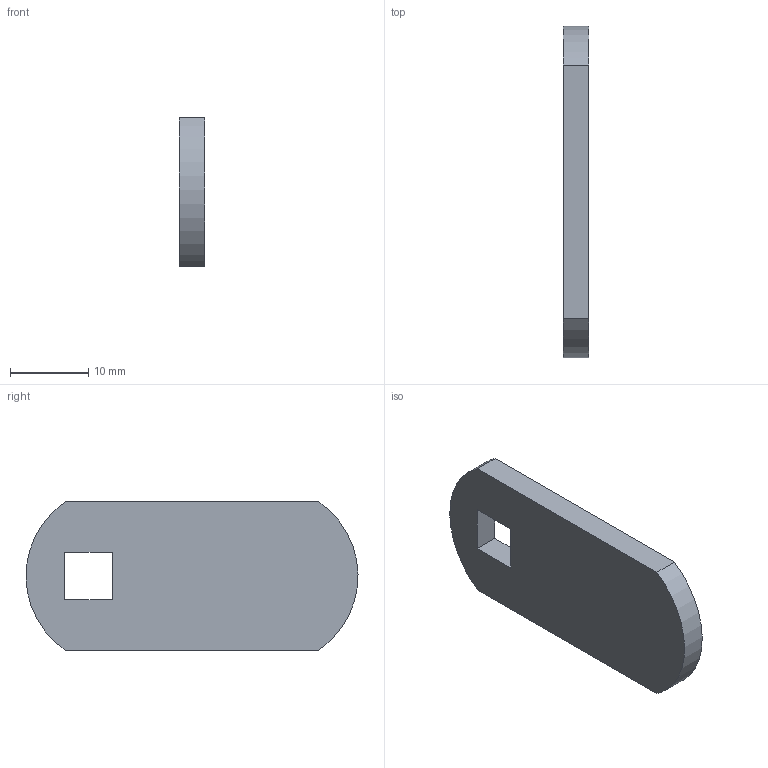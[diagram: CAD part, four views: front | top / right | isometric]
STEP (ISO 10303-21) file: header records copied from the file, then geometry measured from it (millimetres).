
FILE_DESCRIPTION((''),'2;1');
FILE_NAME('','2005-07-15T14:04:38',(''),(''),'','CADfix','');
FILE_SCHEMA(('AUTOMOTIVE_DESIGN'));
Length unit declared in the file: millimetre
Products named in the file (1): cam
Bounding box: 3.2 x 42.5 x 19 mm (x, y, z)
Volume: 2283.4 mm3; surface area: 1856 mm2
Topology: 1 solids, 1 shells, 10 faces, 24 edges, 16 vertices
Faces by surface type: bspline 10
Entity records: 293 total; most frequent: CARTESIAN_POINT 121, ORIENTED_EDGE 48, EDGE_CURVE 24, QUASI_UNIFORM_CURVE 20, VERTEX_POINT 16, EDGE_LOOP 12, FACE_OUTER_BOUND 10, ADVANCED_FACE 10
